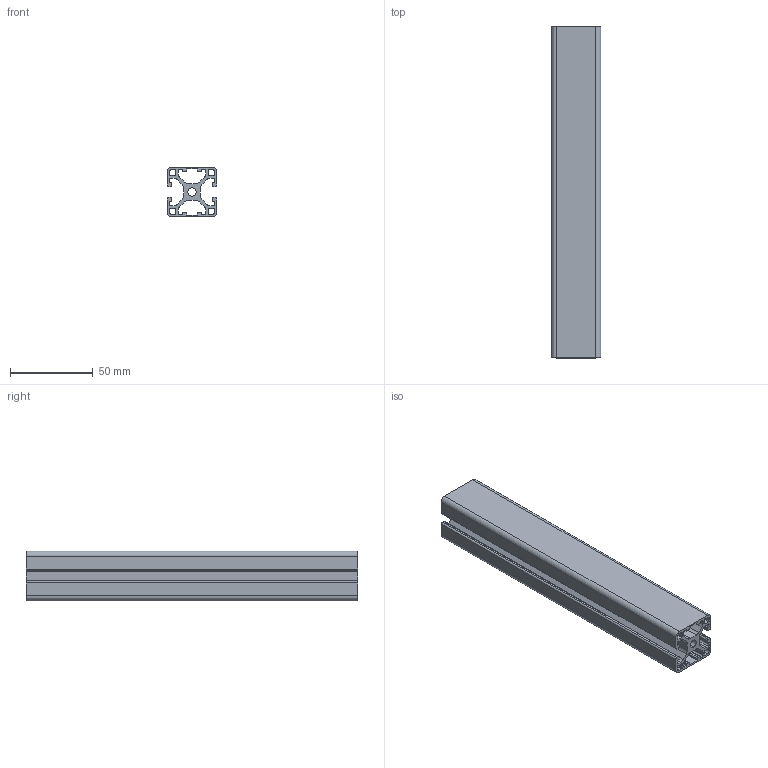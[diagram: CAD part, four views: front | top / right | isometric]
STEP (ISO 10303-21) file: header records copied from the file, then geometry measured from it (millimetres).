
FILE_DESCRIPTION (( 'STEP AP203' ), '1' );
FILE_NAME ('261303931_c_1.STEP', '2022-10-26T15:02:56', ( '' ), ( '' ), 'SwSTEP 2.0', 'SolidWorks 2014', '' );
FILE_SCHEMA (( 'CONFIG_CONTROL_DESIGN' ));
Length unit declared in the file: millimetre
Products named in the file (1): 261303931_c_1
Bounding box: 30 x 200 x 30 mm (x, y, z)
Volume: 69593.4 mm3; surface area: 72474.7 mm2
Topology: 1 solids, 1 shells, 152 faces, 450 edges, 300 vertices
Faces by surface type: plane 78, cylinder 74
Entity records: 5227 total; most frequent: DIRECTION 904, CARTESIAN_POINT 903, ORIENTED_EDGE 900, EDGE_CURVE 450, VECTOR 302, LINE 302, AXIS2_PLACEMENT_3D 301, VERTEX_POINT 300
